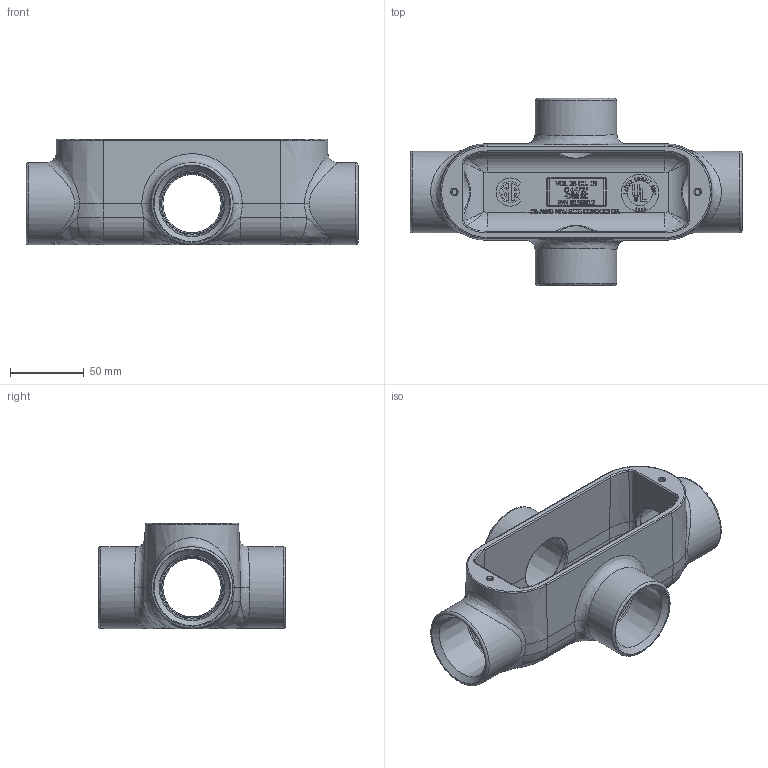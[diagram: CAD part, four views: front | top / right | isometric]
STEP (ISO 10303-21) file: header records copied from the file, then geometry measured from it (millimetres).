
FILE_DESCRIPTION(/* description */ (''),/* implementation_level */ '2;1');
FILE_NAME(/* name */ 'KIL_OX-5.stp',/* time_stamp */ '2020-01-08T11:18:42+06:00',/* author */ ('kr'),/* organization */ (''),/* preprocessor_version */ 'ST-DEVELOPER v16.13',/* originating_system */ 'Autodesk Inventor 2018',/* authorisation */ '');
FILE_SCHEMA (('AUTOMOTIVE_DESIGN { 1 0 10303 214 3 1 1 }'));
Length unit declared in the file: inch
Products named in the file (1): 14728
Bounding box: 225.43 x 127 x 71.44 mm (x, y, z)
Volume: 283356.6 mm3; surface area: 102492.8 mm2
Topology: 1 solids, 1 shells, 1912 faces, 5214 edges, 3397 vertices
Faces by surface type: plane 1245, bspline 547, cylinder 64, cone 26, torus 26, sphere 4
Full cylindrical faces by diameter (mm): 1.587 x1, 1.814 x1, 16.933 x1, 25.4 x1, 39.573 x4, 55.562 x4
Entity records: 66258 total; most frequent: CARTESIAN_POINT 21615, ORIENTED_EDGE 10292, DIRECTION 7180, EDGE_CURVE 5146, LINE 3738, VECTOR 3738, VERTEX_POINT 3397, EDGE_LOOP 2081
